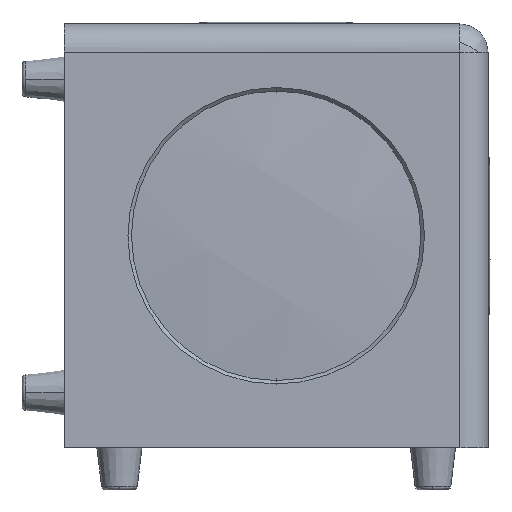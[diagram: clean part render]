
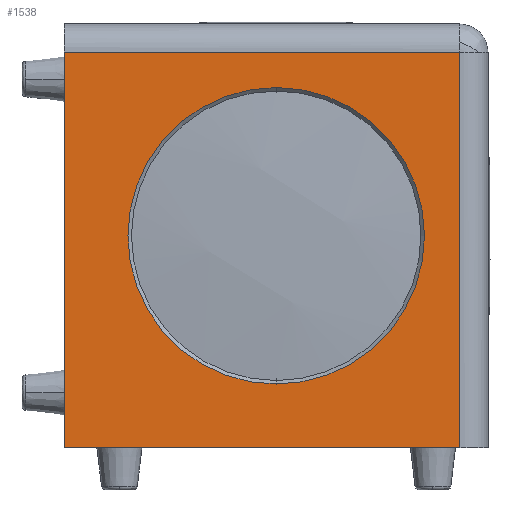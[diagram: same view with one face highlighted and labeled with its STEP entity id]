
A CAD part, left-side view. The second image highlights one B-rep face of the part: STEP entity #1538.
In plain terms, the highlighted planar face has unit normal (-1, 0, 0).
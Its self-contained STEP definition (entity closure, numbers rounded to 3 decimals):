
#112 = PLANE ( 'NONE',  #8331 ) ;
#229 = DIRECTION ( 'NONE',  ( 0., -1., 0. ) ) ;
#348 = EDGE_CURVE ( 'NONE', #6675, #3962, #799, .T. ) ;
#525 = ORIENTED_EDGE ( 'NONE', *, *, #2772, .T. ) ;
#600 = LINE ( 'NONE', #7958, #622 ) ;
#601 = CARTESIAN_POINT ( 'NONE',  ( -15., 15., 13. ) ) ;
#608 = LINE ( 'NONE', #5087, #9268 ) ;
#622 = VECTOR ( 'NONE', #1512, 1000. ) ;
#799 = CIRCLE ( 'NONE', #7745, 10.5 ) ;
#824 = EDGE_LOOP ( 'NONE', ( #3526, #6502, #2469, #525 ) ) ;
#953 = FACE_BOUND ( 'NONE', #5853, .T. ) ;
#1244 = AXIS2_PLACEMENT_3D ( 'NONE', #7742, #7013, #6282 ) ;
#1432 = DIRECTION ( 'NONE',  ( 0., 0., -1. ) ) ;
#1512 = DIRECTION ( 'NONE',  ( 0., 0., -1. ) ) ;
#1538 = ADVANCED_FACE ( 'NONE', ( #953, #6050 ), #112, .F. ) ;
#1611 = DIRECTION ( 'NONE',  ( 0., -1., 0. ) ) ;
#1678 = DIRECTION ( 'NONE',  ( 0., 0., 1. ) ) ;
#2038 = VERTEX_POINT ( 'NONE', #601 ) ;
#2124 = ORIENTED_EDGE ( 'NONE', *, *, #348, .F. ) ;
#2242 = VERTEX_POINT ( 'NONE', #3107 ) ;
#2253 = CARTESIAN_POINT ( 'NONE',  ( -15., 15., 15. ) ) ;
#2398 = DIRECTION ( 'NONE',  ( 1., 0., 0. ) ) ;
#2469 = ORIENTED_EDGE ( 'NONE', *, *, #8092, .T. ) ;
#2772 = EDGE_CURVE ( 'NONE', #5774, #8796, #5920, .T. ) ;
#2963 = CARTESIAN_POINT ( 'NONE',  ( -15., 15., -15. ) ) ;
#3107 = CARTESIAN_POINT ( 'NONE',  ( -15., -13., 13. ) ) ;
#3128 = ORIENTED_EDGE ( 'NONE', *, *, #8748, .F. ) ;
#3526 = ORIENTED_EDGE ( 'NONE', *, *, #5715, .F. ) ;
#3791 = VECTOR ( 'NONE', #229, 1000. ) ;
#3962 = VERTEX_POINT ( 'NONE', #7749 ) ;
#4341 = CARTESIAN_POINT ( 'NONE',  ( -15., -13., -15. ) ) ;
#4632 = CARTESIAN_POINT ( 'NONE',  ( -15., 15., 13. ) ) ;
#4919 = EDGE_CURVE ( 'NONE', #2038, #2242, #5404, .T. ) ;
#5087 = CARTESIAN_POINT ( 'NONE',  ( -15., 15., 15. ) ) ;
#5404 = LINE ( 'NONE', #4632, #8499 ) ;
#5715 = EDGE_CURVE ( 'NONE', #2242, #8796, #600, .T. ) ;
#5774 = VERTEX_POINT ( 'NONE', #2963 ) ;
#5853 = EDGE_LOOP ( 'NONE', ( #3128, #2124 ) ) ;
#5920 = LINE ( 'NONE', #8883, #3791 ) ;
#5987 = CARTESIAN_POINT ( 'NONE',  ( -15., 0., -10.5 ) ) ;
#6050 = FACE_OUTER_BOUND ( 'NONE', #824, .T. ) ;
#6282 = DIRECTION ( 'NONE',  ( 0., 0., 1. ) ) ;
#6502 = ORIENTED_EDGE ( 'NONE', *, *, #4919, .F. ) ;
#6639 = DIRECTION ( 'NONE',  ( 0., 0., 1. ) ) ;
#6675 = VERTEX_POINT ( 'NONE', #5987 ) ;
#7013 = DIRECTION ( 'NONE',  ( -1., 0., 0. ) ) ;
#7622 = DIRECTION ( 'NONE',  ( -1., 0., 0. ) ) ;
#7742 = CARTESIAN_POINT ( 'NONE',  ( -15., 0., 0. ) ) ;
#7745 = AXIS2_PLACEMENT_3D ( 'NONE', #8256, #7622, #1678 ) ;
#7749 = CARTESIAN_POINT ( 'NONE',  ( -15., 0., 10.5 ) ) ;
#7958 = CARTESIAN_POINT ( 'NONE',  ( -15., -13., 15. ) ) ;
#8092 = EDGE_CURVE ( 'NONE', #2038, #5774, #608, .T. ) ;
#8256 = CARTESIAN_POINT ( 'NONE',  ( -15., 0., 0. ) ) ;
#8331 = AXIS2_PLACEMENT_3D ( 'NONE', #2253, #2398, #6639 ) ;
#8499 = VECTOR ( 'NONE', #1611, 1000. ) ;
#8748 = EDGE_CURVE ( 'NONE', #3962, #6675, #9414, .T. ) ;
#8796 = VERTEX_POINT ( 'NONE', #4341 ) ;
#8883 = CARTESIAN_POINT ( 'NONE',  ( -15., -15., -15. ) ) ;
#9268 = VECTOR ( 'NONE', #1432, 1000. ) ;
#9414 = CIRCLE ( 'NONE', #1244, 10.5 ) ;
